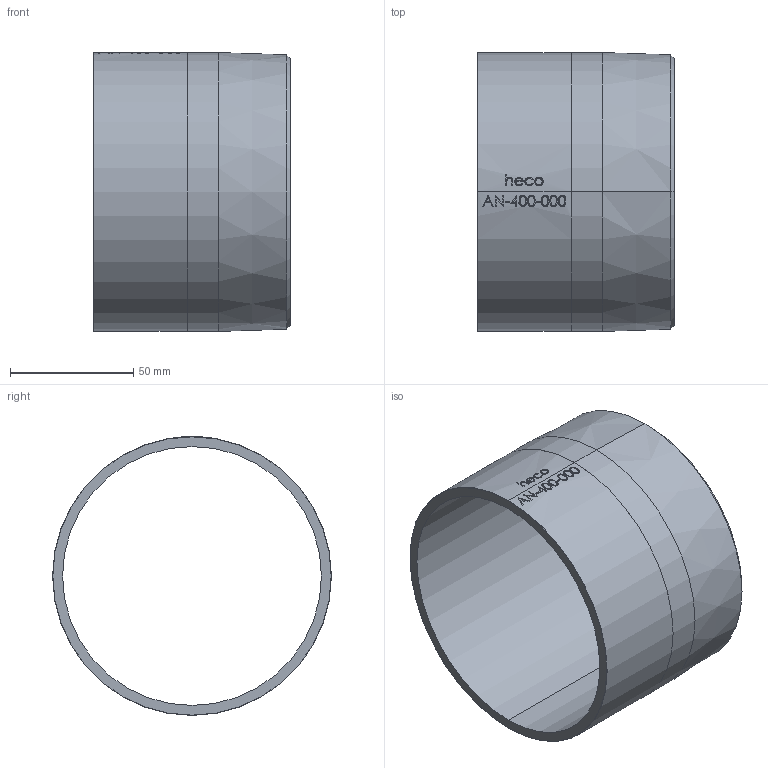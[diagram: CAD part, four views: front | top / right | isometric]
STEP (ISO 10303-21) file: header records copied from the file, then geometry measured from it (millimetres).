
FILE_DESCRIPTION (( 'STEP AP214' ), '1' );
FILE_NAME ('AN-400-000-x Anschweißnippel heco.STEP', '2018-05-22T08:18:52', ( '' ), ( '' ), 'SwSTEP 2.0', 'SolidWorks 2016', '' );
FILE_SCHEMA (( 'AUTOMOTIVE_DESIGN' ));
Length unit declared in the file: millimetre
Products named in the file (1): AN-400-000-x Anschweißnippel heco
Bounding box: 80 x 113.3 x 113.3 mm (x, y, z)
Volume: 105909.7 mm3; surface area: 56979 mm2
Topology: 1 solids, 1 shells, 173 faces, 435 edges, 288 vertices
Faces by surface type: bspline 93, plane 45, cylinder 29, cone 6
Entity records: 24211 total; most frequent: CARTESIAN_POINT 19146, ORIENTED_EDGE 870, EDGE_CURVE 435, DIRECTION 359, B_SPLINE_CURVE_WITH_KNOTS 292, VERTEX_POINT 288, EDGE_LOOP 199, ADVANCED_FACE 173
